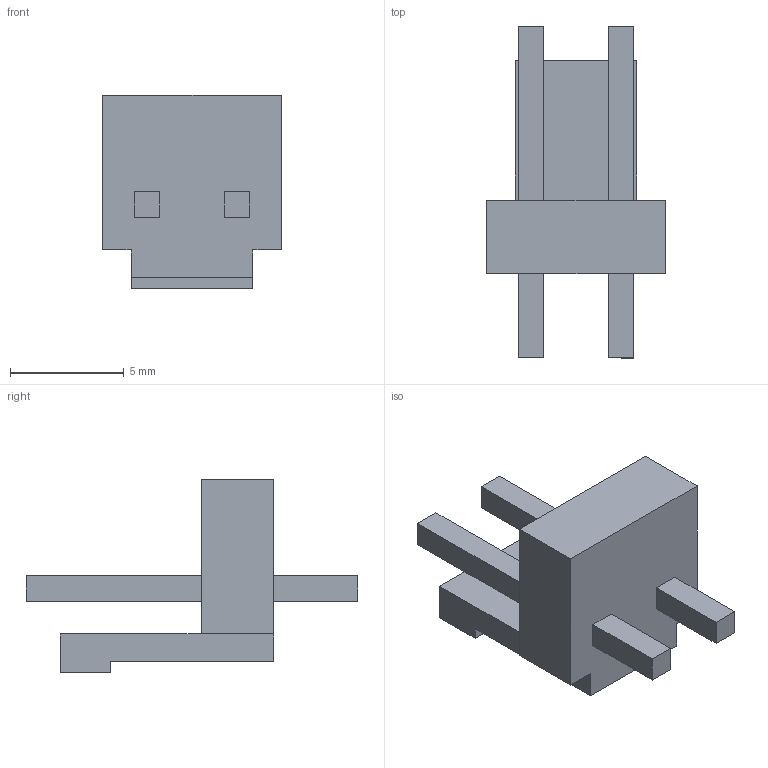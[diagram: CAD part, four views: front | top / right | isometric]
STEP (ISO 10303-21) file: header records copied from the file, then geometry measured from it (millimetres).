
FILE_DESCRIPTION (( 'STEP AP214' ), '1' );
FILE_NAME ('B2P-VH.STEP', '2010-06-15T04:50:51', ( 'JSTOEC' ), ( '' ), 'SwSTEP 2.0', 'SolidWorks 2005235', '' );
FILE_SCHEMA (( 'AUTOMOTIVE_DESIGN' ));
Length unit declared in the file: millimetre
Products named in the file (1): B2P-VH
Bounding box: 7.86 x 14.6 x 8.5 mm (x, y, z)
Volume: 267 mm3; surface area: 414.1 mm2
Topology: 1 solids, 1 shells, 34 faces, 82 edges, 54 vertices
Faces by surface type: plane 34
Entity records: 1213 total; most frequent: CARTESIAN_POINT 171, ORIENTED_EDGE 164, DIRECTION 152, EDGE_CURVE 82, LINE 82, VECTOR 82, VERTEX_POINT 54, EDGE_LOOP 38
